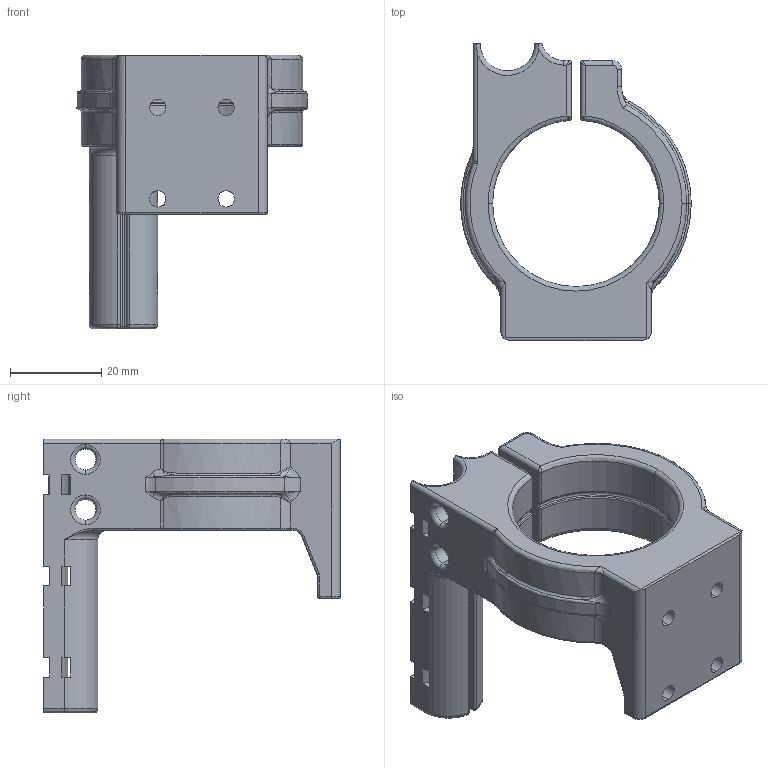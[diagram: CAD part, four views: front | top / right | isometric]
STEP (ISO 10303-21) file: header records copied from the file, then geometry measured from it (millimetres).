
FILE_DESCRIPTION (( 'STEP AP203' ), '1' );
FILE_NAME ('emmrev3_ridged.STEP', '2014-12-15T19:55:36', ( '' ), ( '' ), 'SwSTEP 2.0', 'SolidWorks 2012', '' );
FILE_SCHEMA (( 'CONFIG_CONTROL_DESIGN' ));
Length unit declared in the file: millimetre
Products named in the file (1): emmrev3_ridged
Bounding box: 50.49 x 65 x 60 mm (x, y, z)
Volume: 32017 mm3; surface area: 14483.4 mm2
Topology: 1 solids, 1 shells, 317 faces, 833 edges, 483 vertices
Faces by surface type: cylinder 117, torus 70, plane 65, bspline 47, sphere 10, cone 8
Entity records: 11495 total; most frequent: CARTESIAN_POINT 3964, ORIENTED_EDGE 1614, DIRECTION 1572, EDGE_CURVE 807, AXIS2_PLACEMENT_3D 649, VERTEX_POINT 483, CIRCLE 378, EDGE_LOOP 336
